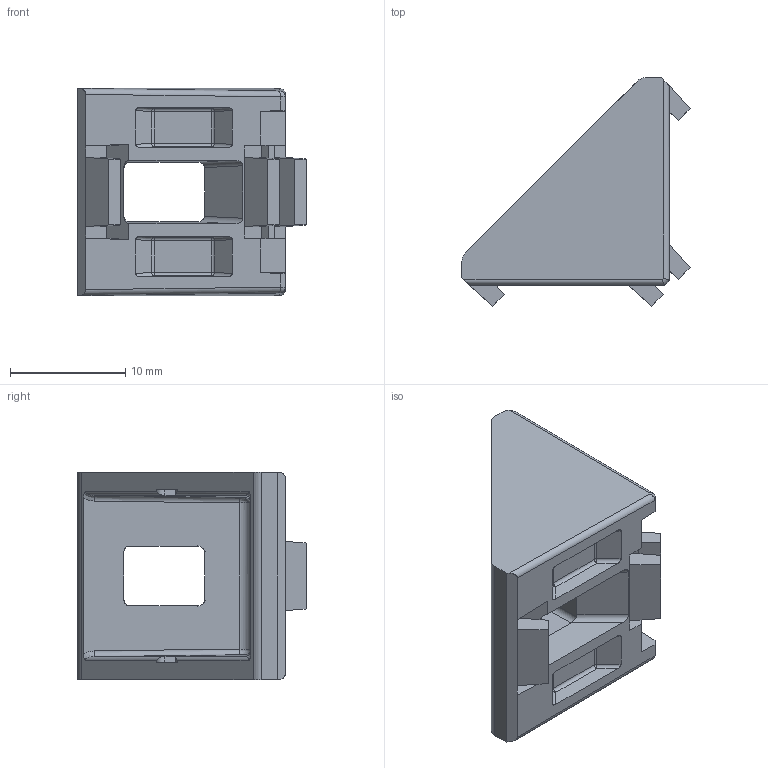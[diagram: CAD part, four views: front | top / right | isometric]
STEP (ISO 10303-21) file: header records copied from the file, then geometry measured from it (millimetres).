
FILE_DESCRIPTION((''),'2;1');
FILE_NAME('093w203n06.stp','2017-08-03T13:36:47',('Jrn'),(''),'Autodesk Inventor 2009','Autodesk Inventor 2009','');
FILE_SCHEMA(('AUTOMOTIVE_DESIGN { 1 0 10303 214 1 1 1 1 }'));
Length unit declared in the file: millimetre
Products named in the file (1): 093w203n06
Bounding box: 19.8 x 19.8 x 18 mm (x, y, z)
Volume: 1730.2 mm3; surface area: 2068.7 mm2
Topology: 1 solids, 1 shells, 174 faces, 441 edges, 272 vertices
Faces by surface type: plane 88, cylinder 63, sphere 16, bspline 7
Entity records: 5413 total; most frequent: CARTESIAN_POINT 1168, DIRECTION 886, ORIENTED_EDGE 882, EDGE_CURVE 441, VECTOR 296, LINE 296, AXIS2_PLACEMENT_3D 295, VERTEX_POINT 272
